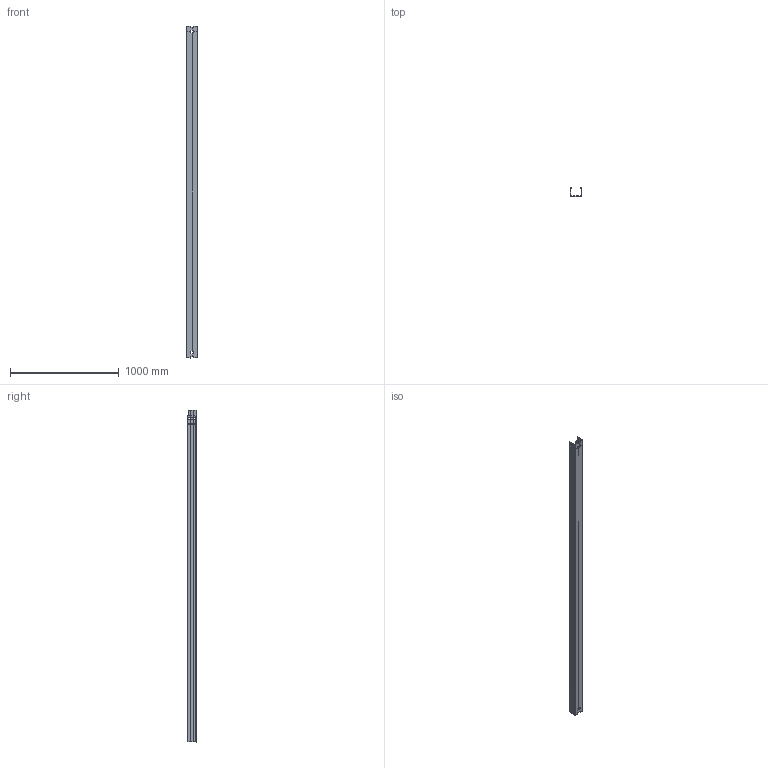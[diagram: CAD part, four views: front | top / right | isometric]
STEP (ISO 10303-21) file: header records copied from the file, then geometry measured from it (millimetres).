
FILE_DESCRIPTION(/* description */ (''),/* implementation_level */ '2;1');
FILE_NAME(/* name */ '6059000',/* time_stamp */ '2013-10-16T18:28:58+02:00',/* author */ (''),/* organization */ (''),/* preprocessor_version */ 'ST-DEVELOPER v15',/* originating_system */ '',/* authorisation */ '');
FILE_SCHEMA (('CONFIG_CONTROL_DESIGN'));
Length unit declared in the file: millimetre
Products named in the file (1): Document
Bounding box: 103.5 x 80.75 x 3050 mm (x, y, z)
Surface area: 1795786.1 mm2 (no closed solid volume)
Topology: 0 solids, 2 shells, 240 faces, 637 edges, 399 vertices
Faces by surface type: bspline 128, plane 112
Entity records: 9214 total; most frequent: CARTESIAN_POINT 5303, ORIENTED_EDGE 1235, EDGE_CURVE 624, B_SPLINE_CURVE_WITH_KNOTS 448, VERTEX_POINT 379, EDGE_LOOP 264, ADVANCED_FACE 240, FACE_OUTER_BOUND 240
